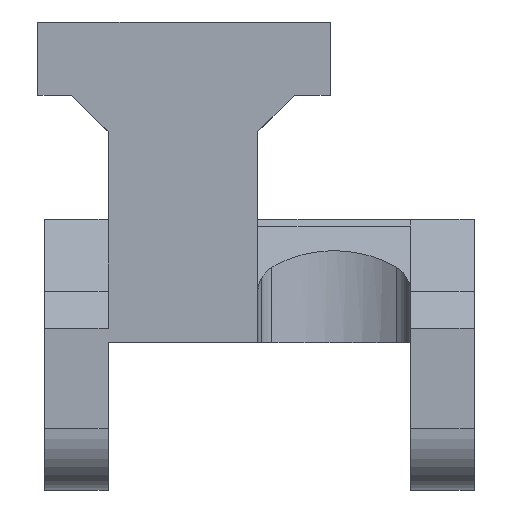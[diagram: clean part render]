
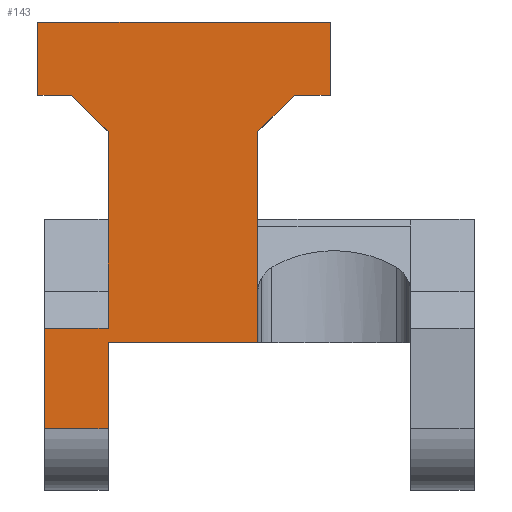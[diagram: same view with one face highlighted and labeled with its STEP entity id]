
A CAD part, left-side view. The second image highlights one B-rep face of the part: STEP entity #143.
In plain terms, the highlighted planar face has unit normal (-1, 0, 0).
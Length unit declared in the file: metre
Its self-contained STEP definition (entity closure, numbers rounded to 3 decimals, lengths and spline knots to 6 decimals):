
#143=ADVANCED_FACE('321:220',(#368),#369,.T.);
#368=FACE_OUTER_BOUND('',#728,.T.);
#369=PLANE('',#729);
#728=EDGE_LOOP('',(#1710,#1711,#1712,#1713,#1714,#1715,#1716,#1717,#1718,#1719,#1720,#1721,#1722,#1723));
#729=AXIS2_PLACEMENT_3D('',#1724,#1725,#1726);
#1710=ORIENTED_EDGE('',*,*,#2051,.F.);
#1711=ORIENTED_EDGE('',*,*,#2030,.T.);
#1712=ORIENTED_EDGE('',*,*,#2055,.T.);
#1713=ORIENTED_EDGE('',*,*,#2010,.T.);
#1714=ORIENTED_EDGE('',*,*,#2087,.T.);
#1715=ORIENTED_EDGE('',*,*,#2006,.F.);
#1716=ORIENTED_EDGE('',*,*,#2049,.F.);
#1717=ORIENTED_EDGE('',*,*,#2058,.T.);
#1718=ORIENTED_EDGE('',*,*,#2088,.F.);
#1719=ORIENTED_EDGE('',*,*,#2062,.T.);
#1720=ORIENTED_EDGE('',*,*,#2065,.T.);
#1721=ORIENTED_EDGE('',*,*,#2067,.T.);
#1722=ORIENTED_EDGE('',*,*,#2069,.F.);
#1723=ORIENTED_EDGE('',*,*,#2045,.T.);
#1724=CARTESIAN_POINT('',(-0.036325,0.100471,-0.060077));
#1725=DIRECTION('',(-1.0,0.,0.));
#1726=DIRECTION('',(0.,1.0,0.));
#2006=EDGE_CURVE('321:622',#2488,#2490,#2491,.T.);
#2010=EDGE_CURVE('321:634',#2498,#2496,#2499,.T.);
#2030=EDGE_CURVE('321:694',#2529,#2527,#2530,.T.);
#2045=EDGE_CURVE('321:739',#2549,#2553,#2555,.T.);
#2049=EDGE_CURVE('321:751',#2559,#2488,#2560,.T.);
#2051=EDGE_CURVE('321:757',#2529,#2553,#2562,.T.);
#2055=EDGE_CURVE('321:769',#2527,#2498,#2567,.T.);
#2058=EDGE_CURVE('321:778',#2559,#2569,#2571,.T.);
#2062=EDGE_CURVE('321:790',#2576,#2574,#2577,.T.);
#2065=EDGE_CURVE('321:799',#2574,#2579,#2581,.T.);
#2067=EDGE_CURVE('321:805',#2579,#2582,#2584,.T.);
#2069=EDGE_CURVE('321:811',#2549,#2582,#2586,.T.);
#2087=EDGE_CURVE('321:868',#2496,#2490,#2605,.F.);
#2088=EDGE_CURVE('321:874',#2576,#2569,#2606,.T.);
#2488=VERTEX_POINT('',#3830);
#2490=VERTEX_POINT('',#3833);
#2491=LINE('',#3834,#3835);
#2496=VERTEX_POINT('',#3841);
#2498=VERTEX_POINT('',#3844);
#2499=LINE('',#3845,#3846);
#2527=VERTEX_POINT('',#3886);
#2529=VERTEX_POINT('',#3888);
#2530=LINE('',#3889,#3890);
#2549=VERTEX_POINT('',#3930);
#2553=VERTEX_POINT('',#3936);
#2555=LINE('',#3939,#3940);
#2559=VERTEX_POINT('',#3944);
#2560=LINE('',#3945,#3946);
#2562=LINE('',#3949,#3950);
#2567=LINE('',#3981,#3982);
#2569=VERTEX_POINT('',#3985);
#2571=LINE('',#3988,#3989);
#2574=VERTEX_POINT('',#3992);
#2576=VERTEX_POINT('',#3995);
#2577=LINE('',#3996,#3997);
#2579=VERTEX_POINT('',#4000);
#2581=LINE('',#4003,#4004);
#2582=VERTEX_POINT('',#4005);
#2584=LINE('',#4008,#4009);
#2586=LINE('',#4011,#4012);
#2605=LINE('',#4102,#4103);
#2606=LINE('',#4104,#4105);
#3830=CARTESIAN_POINT('',(-0.036325,0.09039,-0.065077));
#3833=CARTESIAN_POINT('',(-0.036325,0.09039,-0.093967));
#3834=CARTESIAN_POINT('',(-0.036325,0.09039,-0.060077));
#3835=VECTOR('',#4407,1.0);
#3841=CARTESIAN_POINT('',(-0.036325,0.110871,-0.093967));
#3844=CARTESIAN_POINT('',(-0.036325,0.110871,-0.105757));
#3845=CARTESIAN_POINT('',(-0.036325,0.110871,-0.091412));
#3846=VECTOR('',#4413,1.0);
#3886=CARTESIAN_POINT('',(-0.036325,0.11955,-0.105757));
#3888=CARTESIAN_POINT('',(-0.036325,0.11955,-0.091967));
#3889=CARTESIAN_POINT('',(-0.036325,0.11955,-0.091412));
#3890=VECTOR('',#4450,1.0);
#3930=CARTESIAN_POINT('',(-0.036325,0.110871,-0.065077));
#3936=CARTESIAN_POINT('',(-0.036325,0.110871,-0.091967));
#3939=CARTESIAN_POINT('',(-0.036325,0.110871,-0.077022));
#3940=VECTOR('',#4466,1.0);
#3944=CARTESIAN_POINT('',(-0.036325,0.08539,-0.060077));
#3945=CARTESIAN_POINT('',(-0.036325,0.09041,-0.065097));
#3946=VECTOR('',#4476,1.0);
#3949=CARTESIAN_POINT('',(-0.036325,0.110011,-0.091967));
#3950=VECTOR('',#4478,1.0);
#3981=CARTESIAN_POINT('',(-0.036325,0.11955,-0.105757));
#3982=VECTOR('',#4481,1.0);
#3985=CARTESIAN_POINT('',(-0.036325,0.080471,-0.060077));
#3988=CARTESIAN_POINT('',(-0.036325,0.080471,-0.060077));
#3989=VECTOR('',#4484,1.0);
#3992=CARTESIAN_POINT('',(-0.036325,0.120471,-0.050077));
#3995=CARTESIAN_POINT('',(-0.036325,0.080471,-0.050077));
#3996=CARTESIAN_POINT('',(-0.036325,0.080471,-0.050077));
#3997=VECTOR('',#4492,1.0);
#4000=CARTESIAN_POINT('',(-0.036325,0.120471,-0.060077));
#4003=CARTESIAN_POINT('',(-0.036325,0.120471,-0.050077));
#4004=VECTOR('',#4495,1.0);
#4005=CARTESIAN_POINT('',(-0.036325,0.115871,-0.060077));
#4008=CARTESIAN_POINT('',(-0.036325,0.080471,-0.060077));
#4009=VECTOR('',#4497,1.0);
#4011=CARTESIAN_POINT('',(-0.036325,0.110771,-0.065177));
#4012=VECTOR('',#4501,1.);
#4102=CARTESIAN_POINT('',(-0.036325,0.100471,-0.093967));
#4103=VECTOR('',#4519,1.0);
#4104=CARTESIAN_POINT('',(-0.036325,0.080471,-0.050077));
#4105=VECTOR('',#4520,1.0);
#4407=DIRECTION('',(0.,0.,-1.0));
#4413=DIRECTION('',(0.,0.,1.0));
#4450=DIRECTION('',(0.,0.,-1.0));
#4466=DIRECTION('',(0.,0.,-1.0));
#4476=DIRECTION('',(0.,0.707,-0.707));
#4478=DIRECTION('',(0.,-1.0,0.));
#4481=DIRECTION('',(0.,-1.0,0.));
#4484=DIRECTION('',(0.,-1.0,0.));
#4492=DIRECTION('',(0.,1.0,0.));
#4495=DIRECTION('',(0.,0.,-1.0));
#4497=DIRECTION('',(0.,-1.0,0.));
#4501=DIRECTION('',(0.,0.707,0.707));
#4519=DIRECTION('',(0.,1.0,0.));
#4520=DIRECTION('',(0.,0.,-1.0));
